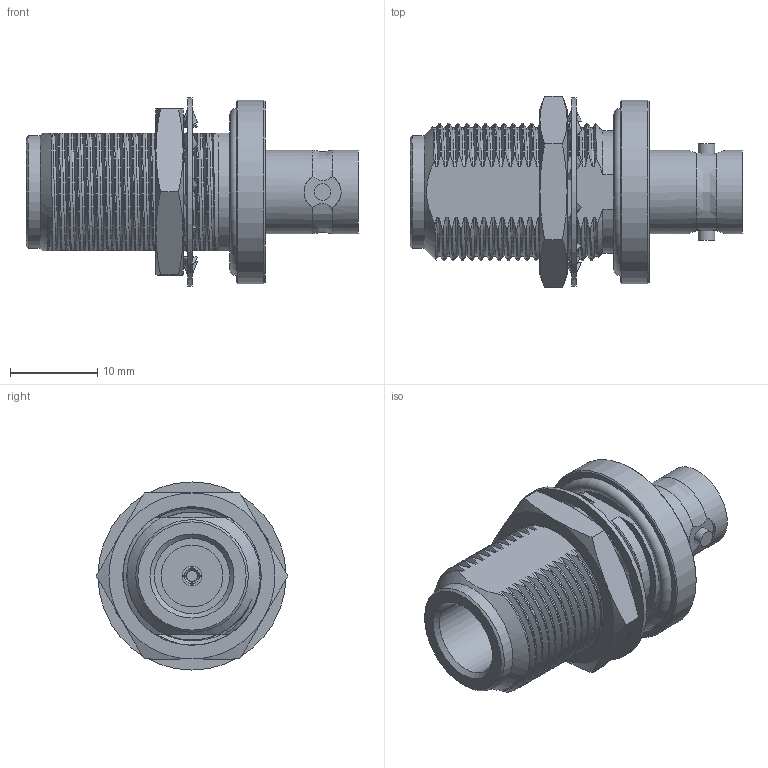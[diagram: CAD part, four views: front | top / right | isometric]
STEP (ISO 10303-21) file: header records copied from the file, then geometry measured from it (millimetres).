
FILE_DESCRIPTION (( 'STEP AP203' ), '1' );
FILE_NAME ('PE9540_3D.step', '2020-10-08T14:55:34', ( '' ), ( '' ), 'SwSTEP 2.0', 'SolidWorks 2018', '' );
FILE_SCHEMA (( 'CONFIG_CONTROL_DESIGN' ));
Products named in the file (1): PE9540_3D
Bounding box: 38.1 x 22 x 21.59 mm (x, y, z)
Volume: 5430.8 mm3; surface area: 4850.6 mm2
Topology: 4 solids, 4 shells, 342 faces, 991 edges, 666 vertices
Faces by surface type: bspline 159, cylinder 80, plane 69, cone 33, torus 1
Full cylindrical faces by diameter (mm): 1.27 x2, 1.905 x2, 2.286 x1, 4.572 x1, 7.112 x1, 8.255 x1, 8.636 x1, 9.601 x2, 12.94 x1, 15.892 x1, 19.625 x1, 21.082 x1, 21.59 x1
Entity records: 90901 total; most frequent: CARTESIAN_POINT 83902, ORIENTED_EDGE 1908, EDGE_CURVE 954, DIRECTION 843, VERTEX_POINT 655, B_SPLINE_CURVE_WITH_KNOTS 380, EDGE_LOOP 379, FACE_OUTER_BOUND 356
